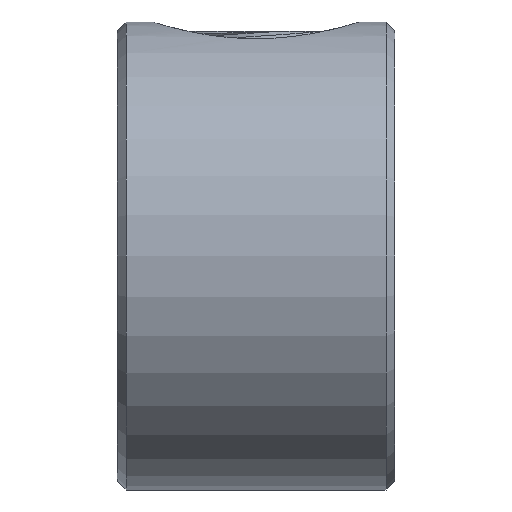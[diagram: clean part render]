
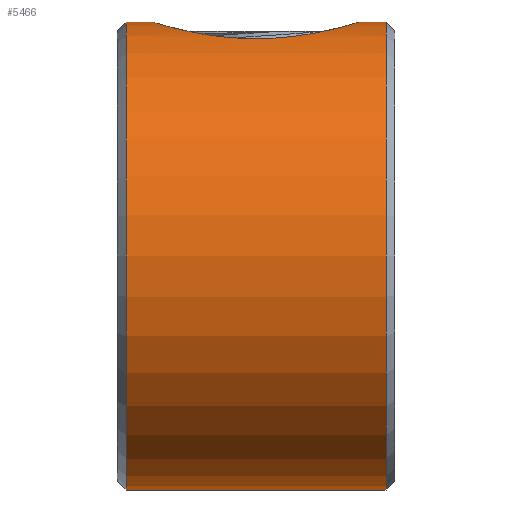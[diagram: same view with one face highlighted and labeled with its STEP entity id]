
A CAD part, left-side view. The second image highlights one B-rep face of the part: STEP entity #5466.
In plain terms, the highlighted cylindrical face has radius 6.75 mm (diameter 13.5 mm), a partial arc.
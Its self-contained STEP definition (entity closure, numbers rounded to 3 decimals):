
#205 = VERTEX_POINT ( 'NONE', #7376 ) ;
#310 = DIRECTION ( 'NONE',  ( 0., 0., -1. ) ) ;
#357 = CARTESIAN_POINT ( 'NONE',  ( -2.469, 0.465, 6.282 ) ) ;
#530 = CARTESIAN_POINT ( 'NONE',  ( -0.16, 2.981, 6.75 ) ) ;
#577 = CARTESIAN_POINT ( 'NONE',  ( -2.187, -1.495, 6.39 ) ) ;
#596 = CYLINDRICAL_SURFACE ( 'NONE', #8593, 6.75 ) ;
#632 = VERTEX_POINT ( 'NONE', #1407 ) ;
#640 = CARTESIAN_POINT ( 'NONE',  ( -2.49, -0.335, 6.274 ) ) ;
#672 = CARTESIAN_POINT ( 'NONE',  ( -1.457, -2.426, 6.592 ) ) ;
#943 = ORIENTED_EDGE ( 'NONE', *, *, #8935, .F. ) ;
#969 = CARTESIAN_POINT ( 'NONE',  ( 0., 4., 6.75 ) ) ;
#1352 = CARTESIAN_POINT ( 'NONE',  ( -0.78, -2.832, 6.705 ) ) ;
#1386 = CARTESIAN_POINT ( 'NONE',  ( -0.398, -2.952, 6.741 ) ) ;
#1403 = CARTESIAN_POINT ( 'NONE',  ( -1.586, 2.305, 6.562 ) ) ;
#1407 = CARTESIAN_POINT ( 'NONE',  ( 0., -3.75, 6.75 ) ) ;
#1416 = CARTESIAN_POINT ( 'NONE',  ( -1.864, -1.989, 6.488 ) ) ;
#1428 = VERTEX_POINT ( 'NONE', #357 ) ;
#1557 = FACE_OUTER_BOUND ( 'NONE', #4687, .T. ) ;
#2029 = ORIENTED_EDGE ( 'NONE', *, *, #3276, .F. ) ;
#2631 = CARTESIAN_POINT ( 'NONE',  ( 0., 2.981, 6.75 ) ) ;
#2759 = B_SPLINE_CURVE_WITH_KNOTS ( 'NONE', 3,
 ( #3554, #8953, #9698, #640, #9796, #8354, #577, #1416, #5247, #672, #6741, #6798, #3773, #1352, #3741, #1386, #8266, #5993 ),
 .UNSPECIFIED., .F., .F.,
 ( 4, 2, 2, 2, 2, 2, 2, 2, 4 ),
 ( 0.014, 0.015, 0.015, 0.016, 0.017, 0.018, 0.018, 0.018, 0.019 ),
 .UNSPECIFIED. ) ;
#2866 = VERTEX_POINT ( 'NONE', #7977 ) ;
#2909 = DIRECTION ( 'NONE',  ( 0., -1., 0. ) ) ;
#2944 = CARTESIAN_POINT ( 'NONE',  ( 0., 2.981, 6.75 ) ) ;
#2972 = CARTESIAN_POINT ( 'NONE',  ( -0.324, 2.962, 6.744 ) ) ;
#3265 = ORIENTED_EDGE ( 'NONE', *, *, #7162, .F. ) ;
#3276 = EDGE_CURVE ( 'NONE', #7311, #1428, #7403, .T. ) ;
#3294 = VERTEX_POINT ( 'NONE', #9843 ) ;
#3416 = EDGE_CURVE ( 'NONE', #3294, #5733, #9225, .T. ) ;
#3554 = CARTESIAN_POINT ( 'NONE',  ( -2.469, 0.465, 6.282 ) ) ;
#3668 = CARTESIAN_POINT ( 'NONE',  ( -1.467, 2.414, 6.59 ) ) ;
#3740 = ORIENTED_EDGE ( 'NONE', *, *, #3416, .T. ) ;
#3741 = CARTESIAN_POINT ( 'NONE',  ( -0.685, -2.868, 6.716 ) ) ;
#3773 = CARTESIAN_POINT ( 'NONE',  ( -0.961, -2.751, 6.682 ) ) ;
#3854 = ORIENTED_EDGE ( 'NONE', *, *, #8691, .T. ) ;
#3927 = LINE ( 'NONE', #7225, #8270 ) ;
#4399 = DIRECTION ( 'NONE',  ( 0., 0., 1. ) ) ;
#4467 = CARTESIAN_POINT ( 'NONE',  ( -1.906, 1.952, 6.479 ) ) ;
#4687 = EDGE_LOOP ( 'NONE', ( #3265, #3740, #6645, #3854, #943, #5079, #2029 ) ) ;
#5079 = ORIENTED_EDGE ( 'NONE', *, *, #9051, .F. ) ;
#5108 = CARTESIAN_POINT ( 'NONE',  ( -2.339, 1.097, 6.333 ) ) ;
#5247 = CARTESIAN_POINT ( 'NONE',  ( -1.74, -2.145, 6.524 ) ) ;
#5466 = ADVANCED_FACE ( 'NONE', ( #1557 ), #596, .T. ) ;
#5468 = VECTOR ( 'NONE', #6396, 1000. ) ;
#5733 = VERTEX_POINT ( 'NONE', #9010 ) ;
#5749 = CARTESIAN_POINT ( 'NONE',  ( 0., 4., 0. ) ) ;
#5794 = DIRECTION ( 'NONE',  ( 0., -1., 0. ) ) ;
#5879 = CARTESIAN_POINT ( 'NONE',  ( -1.214, 2.608, 6.641 ) ) ;
#5993 = CARTESIAN_POINT ( 'NONE',  ( 0., -2.981, 6.75 ) ) ;
#6396 = DIRECTION ( 'NONE',  ( 0., -1., 0. ) ) ;
#6460 = LINE ( 'NONE', #969, #5468 ) ;
#6505 = AXIS2_PLACEMENT_3D ( 'NONE', #7398, #6540, #7329 ) ;
#6540 = DIRECTION ( 'NONE',  ( 0., 1., 0. ) ) ;
#6613 = AXIS2_PLACEMENT_3D ( 'NONE', #9006, #6726, #4399 ) ;
#6645 = ORIENTED_EDGE ( 'NONE', *, *, #7355, .T. ) ;
#6659 = CARTESIAN_POINT ( 'NONE',  ( -0.637, 2.888, 6.722 ) ) ;
#6726 = DIRECTION ( 'NONE',  ( 0., -1., 0. ) ) ;
#6741 = CARTESIAN_POINT ( 'NONE',  ( -1.301, -2.551, 6.626 ) ) ;
#6798 = CARTESIAN_POINT ( 'NONE',  ( -1.049, -2.705, 6.669 ) ) ;
#6921 = LINE ( 'NONE', #8203, #7560 ) ;
#7162 = EDGE_CURVE ( 'NONE', #3294, #7311, #6460, .T. ) ;
#7225 = CARTESIAN_POINT ( 'NONE',  ( 0., 4., -6.75 ) ) ;
#7311 = VERTEX_POINT ( 'NONE', #2631 ) ;
#7329 = DIRECTION ( 'NONE',  ( 0., 0., 1. ) ) ;
#7355 = EDGE_CURVE ( 'NONE', #5733, #205, #3927, .T. ) ;
#7376 = CARTESIAN_POINT ( 'NONE',  ( 0., -3.75, -6.75 ) ) ;
#7398 = CARTESIAN_POINT ( 'NONE',  ( 0., -3.75, 0. ) ) ;
#7403 = B_SPLINE_CURVE_WITH_KNOTS ( 'NONE', 3,
 ( #2944, #530, #2972, #6659, #8311, #7452, #5879, #3668, #1403, #4467, #9717, #5108, #7516, #8283 ),
 .UNSPECIFIED., .F., .F.,
 ( 4, 2, 2, 2, 2, 2, 4 ),
 ( 0.01, 0.011, 0.011, 0.012, 0.012, 0.013, 0.014 ),
 .UNSPECIFIED. ) ;
#7452 = CARTESIAN_POINT ( 'NONE',  ( -1.079, 2.692, 6.665 ) ) ;
#7516 = CARTESIAN_POINT ( 'NONE',  ( -2.427, 0.783, 6.299 ) ) ;
#7560 = VECTOR ( 'NONE', #5794, 1000. ) ;
#7977 = CARTESIAN_POINT ( 'NONE',  ( 0., -2.981, 6.75 ) ) ;
#8092 = DIRECTION ( 'NONE',  ( 0., -1., 0. ) ) ;
#8203 = CARTESIAN_POINT ( 'NONE',  ( 0., 4., 6.75 ) ) ;
#8266 = CARTESIAN_POINT ( 'NONE',  ( -0.201, -2.981, 6.75 ) ) ;
#8270 = VECTOR ( 'NONE', #2909, 1000. ) ;
#8283 = CARTESIAN_POINT ( 'NONE',  ( -2.469, 0.465, 6.282 ) ) ;
#8311 = CARTESIAN_POINT ( 'NONE',  ( -0.788, 2.833, 6.705 ) ) ;
#8354 = CARTESIAN_POINT ( 'NONE',  ( -2.34, -1.118, 6.332 ) ) ;
#8593 = AXIS2_PLACEMENT_3D ( 'NONE', #5749, #8092, #310 ) ;
#8691 = EDGE_CURVE ( 'NONE', #205, #632, #9333, .T. ) ;
#8935 = EDGE_CURVE ( 'NONE', #2866, #632, #6921, .T. ) ;
#8953 = CARTESIAN_POINT ( 'NONE',  ( -2.496, 0.268, 6.272 ) ) ;
#9006 = CARTESIAN_POINT ( 'NONE',  ( 0., 3.75, 0. ) ) ;
#9010 = CARTESIAN_POINT ( 'NONE',  ( 0., 3.75, -6.75 ) ) ;
#9051 = EDGE_CURVE ( 'NONE', #1428, #2866, #2759, .T. ) ;
#9225 = CIRCLE ( 'NONE', #6613, 6.75 ) ;
#9333 = CIRCLE ( 'NONE', #6505, 6.75 ) ;
#9698 = CARTESIAN_POINT ( 'NONE',  ( -2.506, 0.068, 6.268 ) ) ;
#9717 = CARTESIAN_POINT ( 'NONE',  ( -2.08, 1.679, 6.423 ) ) ;
#9796 = CARTESIAN_POINT ( 'NONE',  ( -2.465, -0.535, 6.284 ) ) ;
#9843 = CARTESIAN_POINT ( 'NONE',  ( 0., 3.75, 6.75 ) ) ;
